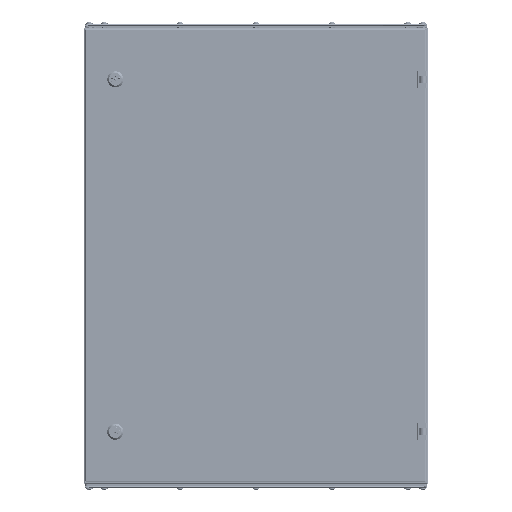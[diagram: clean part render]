
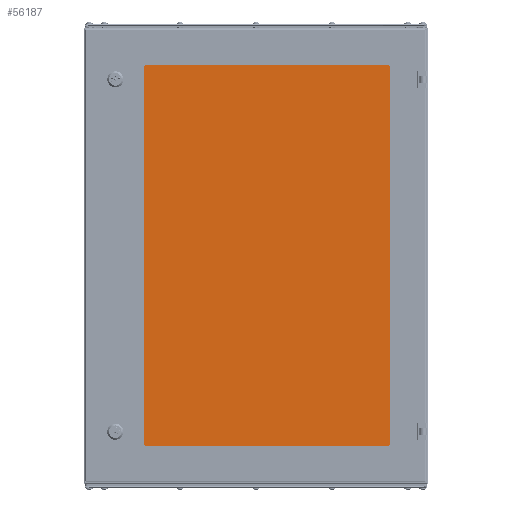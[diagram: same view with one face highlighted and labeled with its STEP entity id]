
A CAD part, top view. The second image highlights one B-rep face of the part: STEP entity #56187.
In plain terms, the highlighted planar face has unit normal (0, 0, 1).
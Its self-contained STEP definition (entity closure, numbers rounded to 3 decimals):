
#1453 = CARTESIAN_POINT ( 'NONE',  ( -227.75, 345.5, 4. ) ) ;
#4275 = CARTESIAN_POINT ( 'NONE',  ( -227.75, -345.5, 4. ) ) ;
#7107 = CARTESIAN_POINT ( 'NONE',  ( 0., 0., 4. ) ) ;
#7569 = DIRECTION ( 'NONE',  ( 0., 0., -1. ) ) ;
#7753 = CARTESIAN_POINT ( 'NONE',  ( -217.75, 345.5, 4. ) ) ;
#9828 = ORIENTED_EDGE ( 'NONE', *, *, #65280, .T. ) ;
#9988 = ORIENTED_EDGE ( 'NONE', *, *, #82115, .T. ) ;
#11016 = CARTESIAN_POINT ( 'NONE',  ( -217.75, 335.5, 4. ) ) ;
#12554 = VECTOR ( 'NONE', #58630, 1000. ) ;
#13104 = CARTESIAN_POINT ( 'NONE',  ( 217.75, 335.5, 4. ) ) ;
#13720 = AXIS2_PLACEMENT_3D ( 'NONE', #11016, #87772, #25189 ) ;
#14420 = FACE_OUTER_BOUND ( 'NONE', #87609, .T. ) ;
#15761 = ORIENTED_EDGE ( 'NONE', *, *, #61940, .T. ) ;
#15996 = CARTESIAN_POINT ( 'NONE',  ( -227.75, 335.5, 4. ) ) ;
#17558 = LINE ( 'NONE', #4275, #33192 ) ;
#18180 = EDGE_CURVE ( 'NONE', #67621, #29475, #29637, .T. ) ;
#19532 = CIRCLE ( 'NONE', #13720, 10. ) ;
#20645 = DIRECTION ( 'NONE',  ( 0., 0., 1. ) ) ;
#20676 = DIRECTION ( 'NONE',  ( 0., 0., 1. ) ) ;
#22720 = VERTEX_POINT ( 'NONE', #36306 ) ;
#25105 = CIRCLE ( 'NONE', #41099, 10. ) ;
#25189 = DIRECTION ( 'NONE',  ( -1., 0., 0. ) ) ;
#25491 = VERTEX_POINT ( 'NONE', #32565 ) ;
#26631 = EDGE_CURVE ( 'NONE', #22720, #67969, #17558, .T. ) ;
#27355 = VECTOR ( 'NONE', #29488, 1000. ) ;
#28857 = CARTESIAN_POINT ( 'NONE',  ( -217.75, -335.5, 4. ) ) ;
#29475 = VERTEX_POINT ( 'NONE', #70980 ) ;
#29488 = DIRECTION ( 'NONE',  ( 0., 1., 0. ) ) ;
#29637 = CIRCLE ( 'NONE', #29828, 10. ) ;
#29828 = AXIS2_PLACEMENT_3D ( 'NONE', #13104, #32740, #74779 ) ;
#32565 = CARTESIAN_POINT ( 'NONE',  ( 227.75, -335.5, 4. ) ) ;
#32740 = DIRECTION ( 'NONE',  ( 0., 0., 1. ) ) ;
#33192 = VECTOR ( 'NONE', #45399, 1000. ) ;
#34948 = DIRECTION ( 'NONE',  ( -1., 0., 0. ) ) ;
#35847 = PLANE ( 'NONE',  #84848 ) ;
#36162 = LINE ( 'NONE', #1453, #84685 ) ;
#36306 = CARTESIAN_POINT ( 'NONE',  ( -217.75, -345.5, 4. ) ) ;
#36588 = ORIENTED_EDGE ( 'NONE', *, *, #78024, .T. ) ;
#41099 = AXIS2_PLACEMENT_3D ( 'NONE', #28857, #20676, #84148 ) ;
#41117 = EDGE_CURVE ( 'NONE', #29475, #78796, #36162, .T. ) ;
#42200 = CIRCLE ( 'NONE', #50958, 10. ) ;
#45399 = DIRECTION ( 'NONE',  ( 1., 0., 0. ) ) ;
#45704 = VERTEX_POINT ( 'NONE', #15996 ) ;
#48513 = DIRECTION ( 'NONE',  ( -1., 0., 0. ) ) ;
#49876 = ORIENTED_EDGE ( 'NONE', *, *, #60975, .T. ) ;
#50958 = AXIS2_PLACEMENT_3D ( 'NONE', #62629, #20645, #48513 ) ;
#52435 = VERTEX_POINT ( 'NONE', #89105 ) ;
#55275 = ORIENTED_EDGE ( 'NONE', *, *, #18180, .T. ) ;
#56187 = ADVANCED_FACE ( 'NONE', ( #14420 ), #35847, .F. ) ;
#58630 = DIRECTION ( 'NONE',  ( 0., -1., 0. ) ) ;
#59073 = LINE ( 'NONE', #79174, #12554 ) ;
#60975 = EDGE_CURVE ( 'NONE', #52435, #22720, #25105, .T. ) ;
#61940 = EDGE_CURVE ( 'NONE', #67969, #25491, #42200, .T. ) ;
#62629 = CARTESIAN_POINT ( 'NONE',  ( 217.75, -335.5, 4. ) ) ;
#63296 = CARTESIAN_POINT ( 'NONE',  ( 227.75, -345.5, 4. ) ) ;
#64605 = CARTESIAN_POINT ( 'NONE',  ( 227.75, 335.5, 4. ) ) ;
#65280 = EDGE_CURVE ( 'NONE', #25491, #67621, #85243, .T. ) ;
#67621 = VERTEX_POINT ( 'NONE', #64605 ) ;
#67969 = VERTEX_POINT ( 'NONE', #80589 ) ;
#69615 = ORIENTED_EDGE ( 'NONE', *, *, #26631, .T. ) ;
#70980 = CARTESIAN_POINT ( 'NONE',  ( 217.75, 345.5, 4. ) ) ;
#74779 = DIRECTION ( 'NONE',  ( -1., 0., 0. ) ) ;
#75960 = DIRECTION ( 'NONE',  ( -1., 0., 0. ) ) ;
#78024 = EDGE_CURVE ( 'NONE', #78796, #45704, #19532, .T. ) ;
#78796 = VERTEX_POINT ( 'NONE', #7753 ) ;
#79174 = CARTESIAN_POINT ( 'NONE',  ( -227.75, -345.5, 4. ) ) ;
#80589 = CARTESIAN_POINT ( 'NONE',  ( 217.75, -345.5, 4. ) ) ;
#80848 = ORIENTED_EDGE ( 'NONE', *, *, #41117, .T. ) ;
#82115 = EDGE_CURVE ( 'NONE', #45704, #52435, #59073, .T. ) ;
#84148 = DIRECTION ( 'NONE',  ( -1., 0., 0. ) ) ;
#84685 = VECTOR ( 'NONE', #75960, 1000. ) ;
#84848 = AXIS2_PLACEMENT_3D ( 'NONE', #7107, #7569, #34948 ) ;
#85243 = LINE ( 'NONE', #63296, #27355 ) ;
#87609 = EDGE_LOOP ( 'NONE', ( #69615, #15761, #9828, #55275, #80848, #36588, #9988, #49876 ) ) ;
#87772 = DIRECTION ( 'NONE',  ( 0., 0., 1. ) ) ;
#89105 = CARTESIAN_POINT ( 'NONE',  ( -227.75, -335.5, 4. ) ) ;
